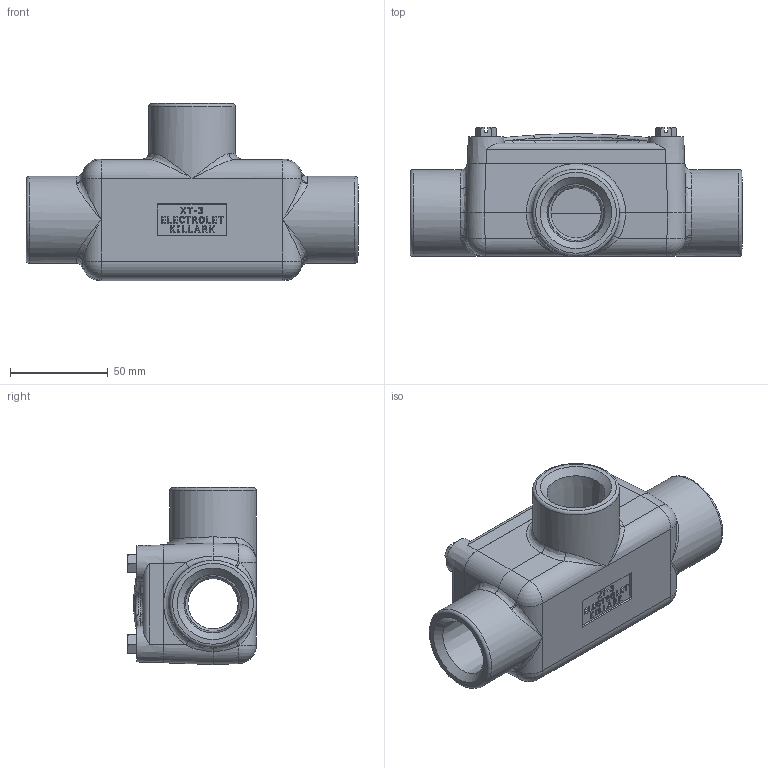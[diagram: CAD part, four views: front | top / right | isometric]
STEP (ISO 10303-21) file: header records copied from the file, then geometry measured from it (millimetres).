
FILE_DESCRIPTION(/* description */ (''),/* implementation_level */ '2;1');
FILE_NAME(/* name */ 'KIL_XT-3.stp',/* time_stamp */ '2021-03-24T12:27:31+06:00',/* author */ ('lsugumaran'),/* organization */ (''),/* preprocessor_version */ 'ST-DEVELOPER v18',/* originating_system */ 'Autodesk Inventor 2020',/* authorisation */ '');
FILE_SCHEMA (('AUTOMOTIVE_DESIGN { 1 0 10303 214 3 1 1 }'));
Length unit declared in the file: inch
Products named in the file (4): XT-3; 10820-2; 0248902M; ANSI B18.6.3 - 1/4-20x0.875
Assembly tree (6 placements, depth 2):
  XT-3
    10820-2
    0248902M
    ANSI B18.6.3 - 1/4-20x0.875  x4
Bounding box: 169.86 x 65.94 x 90.61 mm (x, y, z)
Volume: 249829.3 mm3; surface area: 85431.6 mm2
Topology: 6 solids, 6 shells, 5033 faces, 13569 edges, 8943 vertices
Faces by surface type: plane 2658, bspline 1919, cylinder 315, cone 93, torus 28, sphere 20
Full cylindrical faces by diameter (mm): 1.476 x1, 1.762 x1, 4.978 x4, 6.35 x4, 12.938 x1, 15.875 x1, 25.73 x3, 44.45 x3
Entity records: 196084 total; most frequent: CARTESIAN_POINT 83313, ORIENTED_EDGE 26766, DIRECTION 17111, EDGE_CURVE 13383, VERTEX_POINT 8845, LINE 7683, VECTOR 7683, EDGE_LOOP 5410
